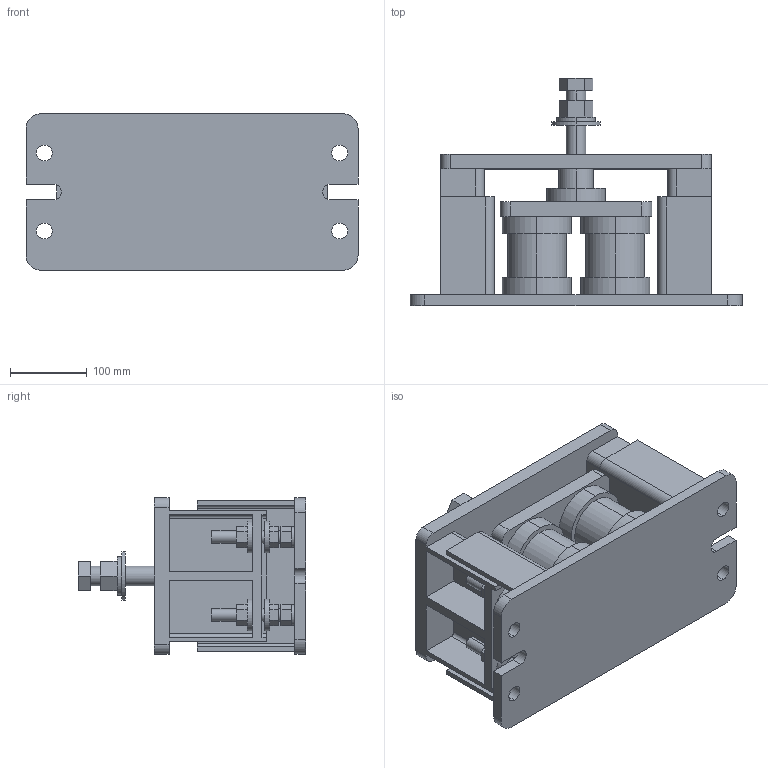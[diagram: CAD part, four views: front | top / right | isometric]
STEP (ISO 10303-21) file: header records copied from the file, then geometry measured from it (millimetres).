
FILE_DESCRIPTION (( 'STEP AP203' ), '1' );
FILE_NAME ('SRMT-4 Rev N.STEP', '2024-11-27T15:21:55', ( '' ), ( '' ), 'SwSTEP 2.0', 'SolidWorks 2016', '' );
FILE_SCHEMA (( 'CONFIG_CONTROL_DESIGN' ));
Length unit declared in the file: inch
Products named in the file (1): SRMT-4 Rev N
Bounding box: 431.8 x 295.91 x 203.2 mm (x, y, z)
Volume: 7163716 mm3; surface area: 926918.8 mm2
Topology: 1 solids, 1 shells, 379 faces, 924 edges, 600 vertices
Faces by surface type: plane 253, cylinder 126
Entity records: 11237 total; most frequent: DIRECTION 1984, CARTESIAN_POINT 1904, ORIENTED_EDGE 1848, EDGE_CURVE 924, AXIS2_PLACEMENT_3D 680, LINE 624, VECTOR 624, VERTEX_POINT 600
